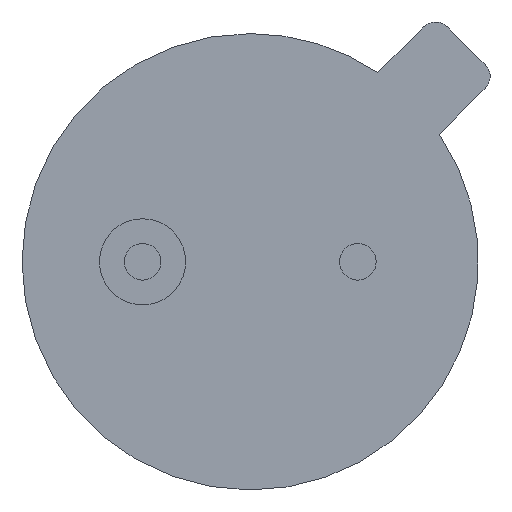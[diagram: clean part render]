
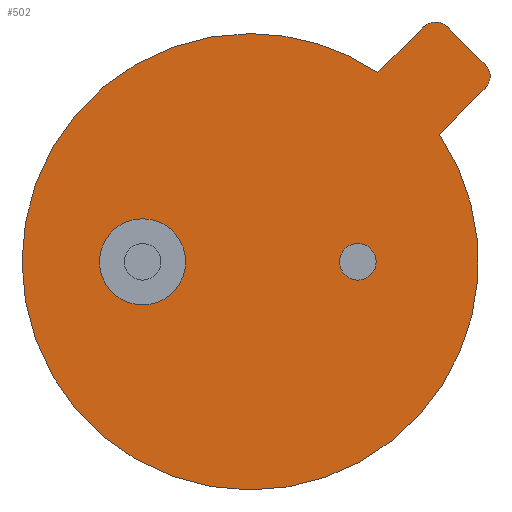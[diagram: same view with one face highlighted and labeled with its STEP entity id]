
A CAD part, front view. The second image highlights one B-rep face of the part: STEP entity #502.
In plain terms, the highlighted planar face has unit normal (0, -1, 0).
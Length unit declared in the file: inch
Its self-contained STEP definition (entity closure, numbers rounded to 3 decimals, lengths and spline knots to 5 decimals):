
#7 = LINE ( 'NONE', #459, #493 ) ;
#13 = EDGE_CURVE ( 'NONE', #809, #408, #152, .T. ) ;
#14 = DIRECTION ( 'NONE',  ( 0.707, 0., -0.707 ) ) ;
#15 = DIRECTION ( 'NONE',  ( 0.707, 0., 0.707 ) ) ;
#29 = CARTESIAN_POINT ( 'NONE',  ( 0., 0., 0. ) ) ;
#33 = VERTEX_POINT ( 'NONE', #205 ) ;
#34 = FACE_BOUND ( 'NONE', #578, .T. ) ;
#38 = CIRCLE ( 'NONE', #308, 0.106 ) ;
#47 = CARTESIAN_POINT ( 'NONE',  ( 0.10341, 0., 0.08609 ) ) ;
#57 = ORIENTED_EDGE ( 'NONE', *, *, #171, .F. ) ;
#62 = CARTESIAN_POINT ( 'NONE',  ( 0.08043, 0., 0.10907 ) ) ;
#89 = EDGE_CURVE ( 'NONE', #742, #33, #464, .T. ) ;
#102 = LINE ( 'NONE', #341, #588 ) ;
#110 = VERTEX_POINT ( 'NONE', #119 ) ;
#112 = DIRECTION ( 'NONE',  ( 0., 0., -1. ) ) ;
#119 = CARTESIAN_POINT ( 'NONE',  ( 0.05925, 0., 0.08789 ) ) ;
#120 = ORIENTED_EDGE ( 'NONE', *, *, #254, .F. ) ;
#122 = CARTESIAN_POINT ( 'NONE',  ( 0.05, 0., -0.0085 ) ) ;
#125 = ORIENTED_EDGE ( 'NONE', *, *, #211, .F. ) ;
#137 = DIRECTION ( 'NONE',  ( 0., -1., 0. ) ) ;
#142 = CARTESIAN_POINT ( 'NONE',  ( -0.05, 0., 0. ) ) ;
#152 = CIRCLE ( 'NONE', #371, 0.0085 ) ;
#153 = CIRCLE ( 'NONE', #600, 0.008 ) ;
#154 = ORIENTED_EDGE ( 'NONE', *, *, #668, .F. ) ;
#159 = CIRCLE ( 'NONE', #321, 0.106 ) ;
#163 = CARTESIAN_POINT ( 'NONE',  ( 0., 0., 0.106 ) ) ;
#167 = EDGE_CURVE ( 'NONE', #284, #755, #7, .T. ) ;
#171 = EDGE_CURVE ( 'NONE', #515, #110, #159, .T. ) ;
#173 = CARTESIAN_POINT ( 'NONE',  ( 0., 0., 0. ) ) ;
#192 = DIRECTION ( 'NONE',  ( 0., 0., 1. ) ) ;
#200 = DIRECTION ( 'NONE',  ( 0., 0., 1. ) ) ;
#205 = CARTESIAN_POINT ( 'NONE',  ( 0., 0., -0.106 ) ) ;
#209 = EDGE_CURVE ( 'NONE', #110, #718, #415, .T. ) ;
#211 = EDGE_CURVE ( 'NONE', #718, #284, #764, .T. ) ;
#227 = CARTESIAN_POINT ( 'NONE',  ( 0.08609, 0., 0.10341 ) ) ;
#235 = DIRECTION ( 'NONE',  ( 0., 0., 1. ) ) ;
#236 = DIRECTION ( 'NONE',  ( 0., -1., 0. ) ) ;
#243 = VECTOR ( 'NONE', #15, 39.37008 ) ;
#254 = EDGE_CURVE ( 'NONE', #745, #760, #721, .T. ) ;
#274 = ORIENTED_EDGE ( 'NONE', *, *, #167, .F. ) ;
#284 = VERTEX_POINT ( 'NONE', #614 ) ;
#297 = DIRECTION ( 'NONE',  ( 0., 0., 1. ) ) ;
#301 = EDGE_CURVE ( 'NONE', #33, #515, #38, .T. ) ;
#307 = CARTESIAN_POINT ( 'NONE',  ( 0.10907, 0., 0.09175 ) ) ;
#308 = AXIS2_PLACEMENT_3D ( 'NONE', #362, #815, #427 ) ;
#313 = DIRECTION ( 'NONE',  ( -0.707, 0., -0.707 ) ) ;
#321 = AXIS2_PLACEMENT_3D ( 'NONE', #29, #568, #192 ) ;
#322 = CARTESIAN_POINT ( 'NONE',  ( 0.05, 0., 0.0085 ) ) ;
#324 = CARTESIAN_POINT ( 'NONE',  ( -0.05, 0., -0.02 ) ) ;
#328 = CARTESIAN_POINT ( 'NONE',  ( 0.08609, 0., 0.10341 ) ) ;
#341 = CARTESIAN_POINT ( 'NONE',  ( 0.08789, 0., 0.05925 ) ) ;
#358 = CARTESIAN_POINT ( 'NONE',  ( -0.05, 0., 0. ) ) ;
#362 = CARTESIAN_POINT ( 'NONE',  ( 0., 0., 0. ) ) ;
#364 = DIRECTION ( 'NONE',  ( 0., 0., 1. ) ) ;
#367 = CARTESIAN_POINT ( 'NONE',  ( -0.05, 0., 0.02 ) ) ;
#371 = AXIS2_PLACEMENT_3D ( 'NONE', #553, #236, #364 ) ;
#395 = FACE_BOUND ( 'NONE', #576, .T. ) ;
#407 = AXIS2_PLACEMENT_3D ( 'NONE', #328, #783, #720 ) ;
#408 = VERTEX_POINT ( 'NONE', #322 ) ;
#415 = LINE ( 'NONE', #776, #243 ) ;
#424 = DIRECTION ( 'NONE',  ( 0., 0., 1. ) ) ;
#427 = DIRECTION ( 'NONE',  ( 0., 0., 1. ) ) ;
#434 = EDGE_CURVE ( 'NONE', #408, #809, #579, .T. ) ;
#440 = ORIENTED_EDGE ( 'NONE', *, *, #601, .F. ) ;
#459 = CARTESIAN_POINT ( 'NONE',  ( 0.09175, 0., 0.10907 ) ) ;
#462 = ORIENTED_EDGE ( 'NONE', *, *, #301, .F. ) ;
#464 = CIRCLE ( 'NONE', #585, 0.106 ) ;
#470 = CIRCLE ( 'NONE', #726, 0.02 ) ;
#472 = AXIS2_PLACEMENT_3D ( 'NONE', #227, #681, #297 ) ;
#489 = ORIENTED_EDGE ( 'NONE', *, *, #209, .F. ) ;
#493 = VECTOR ( 'NONE', #14, 39.37008 ) ;
#500 = DIRECTION ( 'NONE',  ( 0., 1., 0. ) ) ;
#502 = ADVANCED_FACE ( 'NONE', ( #395, #34, #534 ), #542, .F. ) ;
#515 = VERTEX_POINT ( 'NONE', #163 ) ;
#519 = CARTESIAN_POINT ( 'NONE',  ( 0.05, 0., 0. ) ) ;
#534 = FACE_OUTER_BOUND ( 'NONE', #780, .T. ) ;
#535 = VERTEX_POINT ( 'NONE', #546 ) ;
#542 = PLANE ( 'NONE',  #472 ) ;
#546 = CARTESIAN_POINT ( 'NONE',  ( 0.10907, 0., 0.08043 ) ) ;
#547 = EDGE_CURVE ( 'NONE', #755, #535, #153, .T. ) ;
#553 = CARTESIAN_POINT ( 'NONE',  ( 0.05, 0., 0. ) ) ;
#565 = AXIS2_PLACEMENT_3D ( 'NONE', #358, #810, #424 ) ;
#568 = DIRECTION ( 'NONE',  ( 0., 1., 0. ) ) ;
#569 = DIRECTION ( 'NONE',  ( 0., 0., 1. ) ) ;
#576 = EDGE_LOOP ( 'NONE', ( #722, #724 ) ) ;
#578 = EDGE_LOOP ( 'NONE', ( #440, #120 ) ) ;
#579 = CIRCLE ( 'NONE', #676, 0.0085 ) ;
#583 = DIRECTION ( 'NONE',  ( 0., -1., 0. ) ) ;
#585 = AXIS2_PLACEMENT_3D ( 'NONE', #173, #625, #235 ) ;
#588 = VECTOR ( 'NONE', #313, 39.37008 ) ;
#600 = AXIS2_PLACEMENT_3D ( 'NONE', #47, #500, #112 ) ;
#601 = EDGE_CURVE ( 'NONE', #760, #745, #470, .T. ) ;
#606 = ORIENTED_EDGE ( 'NONE', *, *, #89, .F. ) ;
#614 = CARTESIAN_POINT ( 'NONE',  ( 0.09175, 0., 0.10907 ) ) ;
#625 = DIRECTION ( 'NONE',  ( 0., 1., 0. ) ) ;
#630 = ORIENTED_EDGE ( 'NONE', *, *, #547, .F. ) ;
#668 = EDGE_CURVE ( 'NONE', #535, #742, #102, .T. ) ;
#676 = AXIS2_PLACEMENT_3D ( 'NONE', #519, #137, #569 ) ;
#681 = DIRECTION ( 'NONE',  ( 0., 1., 0. ) ) ;
#702 = CARTESIAN_POINT ( 'NONE',  ( 0.08789, 0., 0.05925 ) ) ;
#718 = VERTEX_POINT ( 'NONE', #62 ) ;
#720 = DIRECTION ( 'NONE',  ( 0., 0., 1. ) ) ;
#721 = CIRCLE ( 'NONE', #565, 0.02 ) ;
#722 = ORIENTED_EDGE ( 'NONE', *, *, #434, .F. ) ;
#724 = ORIENTED_EDGE ( 'NONE', *, *, #13, .F. ) ;
#726 = AXIS2_PLACEMENT_3D ( 'NONE', #142, #583, #200 ) ;
#742 = VERTEX_POINT ( 'NONE', #702 ) ;
#745 = VERTEX_POINT ( 'NONE', #324 ) ;
#755 = VERTEX_POINT ( 'NONE', #307 ) ;
#760 = VERTEX_POINT ( 'NONE', #367 ) ;
#764 = CIRCLE ( 'NONE', #407, 0.008 ) ;
#776 = CARTESIAN_POINT ( 'NONE',  ( 0.05925, 0., 0.08789 ) ) ;
#780 = EDGE_LOOP ( 'NONE', ( #125, #489, #57, #462, #606, #154, #630, #274 ) ) ;
#783 = DIRECTION ( 'NONE',  ( 0., 1., 0. ) ) ;
#809 = VERTEX_POINT ( 'NONE', #122 ) ;
#810 = DIRECTION ( 'NONE',  ( 0., -1., 0. ) ) ;
#815 = DIRECTION ( 'NONE',  ( 0., 1., 0. ) ) ;
